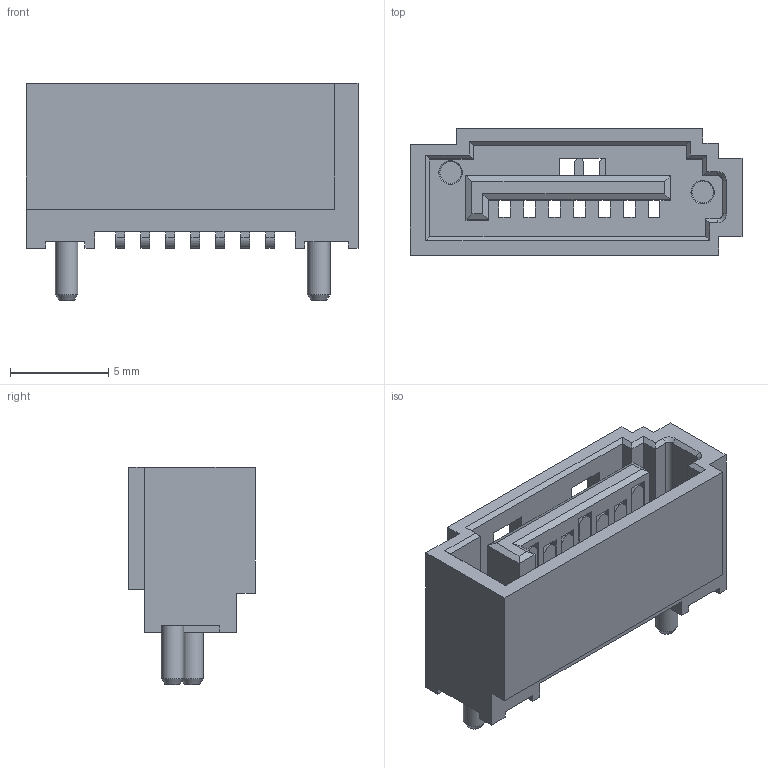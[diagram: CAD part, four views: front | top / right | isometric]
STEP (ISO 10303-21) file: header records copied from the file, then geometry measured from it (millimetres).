
FILE_DESCRIPTION(/* description */ (''),/* implementation_level */ '2;1');
FILE_NAME(/* name */ 'MOLEX_67800-5005.stp',/* time_stamp */ '2016-12-01T16:55:35+01:00',/* author */ ('riccim'),/* organization */ ('SolidWorks'),/* preprocessor_version */ 'ST-DEVELOPER v15.5',/* originating_system */ 'AutoCAD Mechanical',/* authorisation */ ' ');
FILE_SCHEMA (('AUTOMOTIVE_DESIGN { 1 0 10303 214 3 1 1 }'));
Length unit declared in the file: millimetre
Products named in the file (1): Product
Bounding box: 16.9 x 6.45 x 11.05 mm (x, y, z)
Volume: 437.5 mm3; surface area: 1140 mm2
Topology: 10 solids, 10 shells, 294 faces, 824 edges, 541 vertices
Faces by surface type: plane 268, cylinder 20, cone 6
Full cylindrical faces by diameter (mm): 1.1 x2, 1.15 x2
Entity records: 9277 total; most frequent: CARTESIAN_POINT 1646, ORIENTED_EDGE 1626, DIRECTION 1449, EDGE_CURVE 813, LINE 767, VECTOR 767, VERTEX_POINT 538, AXIS2_PLACEMENT_3D 341
